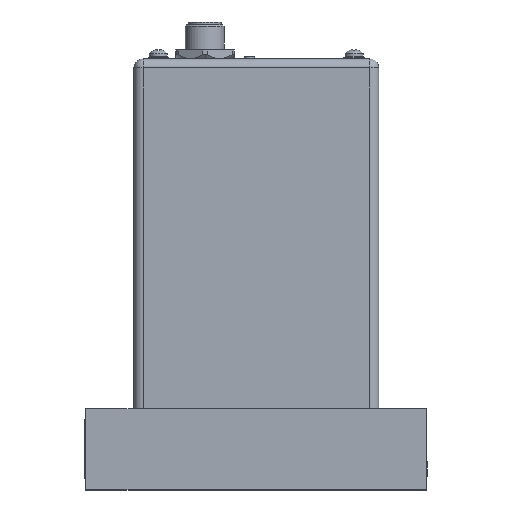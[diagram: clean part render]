
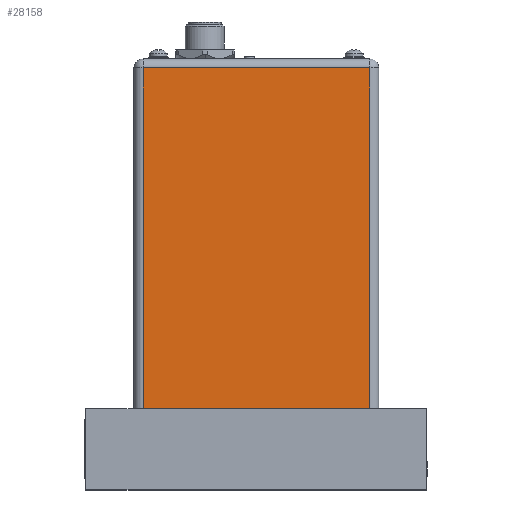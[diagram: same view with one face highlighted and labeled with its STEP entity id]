
A CAD part, top view. The second image highlights one B-rep face of the part: STEP entity #28158.
In plain terms, the highlighted planar face has unit normal (0, 0, 1).
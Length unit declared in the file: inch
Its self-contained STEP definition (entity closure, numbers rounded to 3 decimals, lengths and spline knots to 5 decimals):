
#26582=DIRECTION('',(1.,0.,0.));
#26583=VECTOR('',#26582,2.755);
#26584=CARTESIAN_POINT('',(-1.3775,0.,1.425));
#26585=LINE('',#26584,#26583);
#26832=DIRECTION('',(0.,-1.,0.));
#26833=VECTOR('',#26832,4.14);
#26834=CARTESIAN_POINT('',(1.3775,4.14,1.425));
#26835=LINE('',#26834,#26833);
#26839=DIRECTION('',(0.,-1.,0.));
#26840=VECTOR('',#26839,4.14);
#26841=CARTESIAN_POINT('',(-1.3775,4.14,1.425));
#26842=LINE('',#26841,#26840);
#26846=DIRECTION('',(1.,0.,0.));
#26847=VECTOR('',#26846,2.755);
#26848=CARTESIAN_POINT('',(-1.3775,4.14,1.425));
#26849=LINE('',#26848,#26847);
#27102=CARTESIAN_POINT('',(1.3775,0.,1.425));
#27104=VERTEX_POINT('',#27102);
#27105=CARTESIAN_POINT('',(1.3775,4.14,1.425));
#27106=VERTEX_POINT('',#27105);
#27107=CARTESIAN_POINT('',(-1.3775,4.14,1.425));
#27108=VERTEX_POINT('',#27107);
#27109=CARTESIAN_POINT('',(-1.3775,0.,1.425));
#27111=VERTEX_POINT('',#27109);
#28146=CARTESIAN_POINT('',(-1.4875,0.,1.425));
#28147=DIRECTION('',(0.,0.,1.));
#28148=DIRECTION('',(1.,0.,0.));
#28149=AXIS2_PLACEMENT_3D('',#28146,#28147,#28148);
#28150=PLANE('',#28149);
#28152=ORIENTED_EDGE('',*,*,#28151,.T.);
#28153=ORIENTED_EDGE('',*,*,#27889,.F.);
#28154=ORIENTED_EDGE('',*,*,#28115,.F.);
#28155=ORIENTED_EDGE('',*,*,#28137,.T.);
#28156=EDGE_LOOP('',(#28152,#28153,#28154,#28155));
#28157=FACE_OUTER_BOUND('',#28156,.F.);
#28158=ADVANCED_FACE('',(#28157),#28150,.T.);
#27889=EDGE_CURVE('',#27111,#27104,#26585,.T.);
#28115=EDGE_CURVE('',#27108,#27111,#26842,.T.);
#28137=EDGE_CURVE('',#27108,#27106,#26849,.T.);
#28151=EDGE_CURVE('',#27106,#27104,#26835,.T.);
